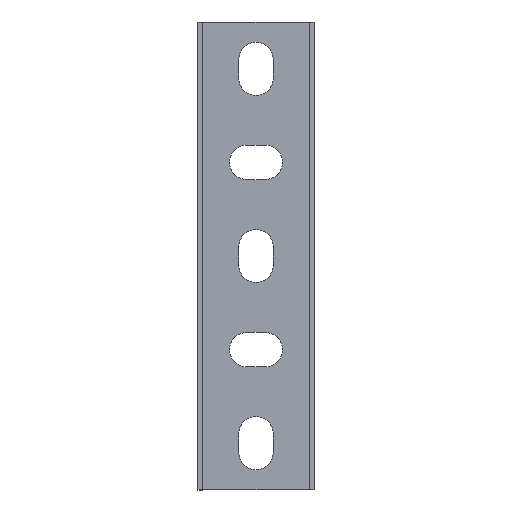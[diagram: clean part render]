
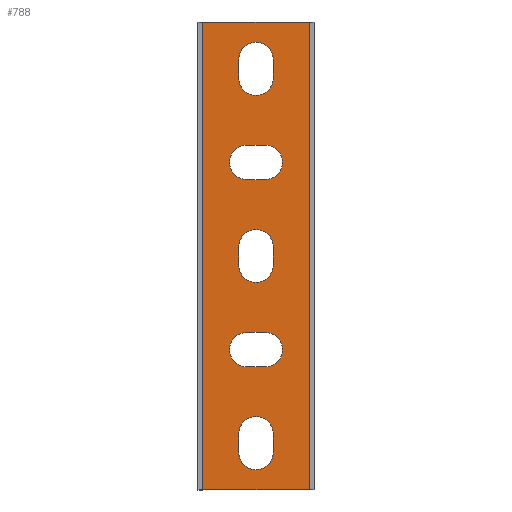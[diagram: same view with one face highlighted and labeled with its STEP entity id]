
A CAD part, front view. The second image highlights one B-rep face of the part: STEP entity #788.
In plain terms, the highlighted planar face has unit normal (0, -1, 0).
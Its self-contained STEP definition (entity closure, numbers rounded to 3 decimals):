
#29=FACE_BOUND('',#107,.T.);
#30=FACE_BOUND('',#108,.T.);
#31=FACE_BOUND('',#109,.T.);
#32=FACE_BOUND('',#110,.T.);
#33=FACE_BOUND('',#111,.T.);
#44=CIRCLE('',#860,5.5);
#45=CIRCLE('',#861,5.5);
#46=CIRCLE('',#862,5.5);
#47=CIRCLE('',#863,5.5);
#48=CIRCLE('',#864,5.5);
#49=CIRCLE('',#865,5.5);
#50=CIRCLE('',#866,5.5);
#51=CIRCLE('',#867,5.5);
#52=CIRCLE('',#868,5.5);
#53=CIRCLE('',#869,5.5);
#63=FACE_OUTER_BOUND('',#106,.T.);
#106=EDGE_LOOP('',(#570,#571,#572,#573,#574,#575,#576,#577));
#107=EDGE_LOOP('',(#578,#579,#580,#581));
#108=EDGE_LOOP('',(#582,#583,#584,#585));
#109=EDGE_LOOP('',(#586,#587,#588,#589));
#110=EDGE_LOOP('',(#590,#591,#592,#593));
#111=EDGE_LOOP('',(#594,#595,#596,#597));
#168=LINE('',#1185,#256);
#172=LINE('',#1192,#260);
#177=LINE('',#1203,#265);
#181=LINE('',#1210,#269);
#187=LINE('',#1221,#275);
#189=LINE('',#1224,#277);
#190=LINE('',#1227,#278);
#191=LINE('',#1228,#279);
#192=LINE('',#1233,#280);
#193=LINE('',#1236,#281);
#194=LINE('',#1241,#282);
#195=LINE('',#1244,#283);
#196=LINE('',#1249,#284);
#197=LINE('',#1252,#285);
#198=LINE('',#1257,#286);
#199=LINE('',#1260,#287);
#200=LINE('',#1265,#288);
#201=LINE('',#1268,#289);
#256=VECTOR('',#956,10.);
#260=VECTOR('',#962,10.);
#265=VECTOR('',#969,10.);
#269=VECTOR('',#975,10.);
#275=VECTOR('',#983,10.);
#277=VECTOR('',#987,10.);
#278=VECTOR('',#990,10.);
#279=VECTOR('',#991,10.);
#280=VECTOR('',#994,10.);
#281=VECTOR('',#997,10.);
#282=VECTOR('',#1000,10.);
#283=VECTOR('',#1003,10.);
#284=VECTOR('',#1006,10.);
#285=VECTOR('',#1009,10.);
#286=VECTOR('',#1012,10.);
#287=VECTOR('',#1015,10.);
#288=VECTOR('',#1018,10.);
#289=VECTOR('',#1021,10.);
#352=VERTEX_POINT('',#1183);
#353=VERTEX_POINT('',#1184);
#355=VERTEX_POINT('',#1191);
#359=VERTEX_POINT('',#1201);
#360=VERTEX_POINT('',#1202);
#362=VERTEX_POINT('',#1209);
#366=VERTEX_POINT('',#1220);
#367=VERTEX_POINT('',#1226);
#368=VERTEX_POINT('',#1229);
#369=VERTEX_POINT('',#1230);
#370=VERTEX_POINT('',#1232);
#371=VERTEX_POINT('',#1234);
#372=VERTEX_POINT('',#1237);
#373=VERTEX_POINT('',#1238);
#374=VERTEX_POINT('',#1240);
#375=VERTEX_POINT('',#1242);
#376=VERTEX_POINT('',#1245);
#377=VERTEX_POINT('',#1246);
#378=VERTEX_POINT('',#1248);
#379=VERTEX_POINT('',#1250);
#380=VERTEX_POINT('',#1253);
#381=VERTEX_POINT('',#1254);
#382=VERTEX_POINT('',#1256);
#383=VERTEX_POINT('',#1258);
#384=VERTEX_POINT('',#1261);
#385=VERTEX_POINT('',#1262);
#386=VERTEX_POINT('',#1264);
#387=VERTEX_POINT('',#1266);
#426=EDGE_CURVE('',#352,#353,#168,.T.);
#430=EDGE_CURVE('',#355,#353,#172,.T.);
#435=EDGE_CURVE('',#359,#360,#177,.T.);
#439=EDGE_CURVE('',#362,#360,#181,.T.);
#445=EDGE_CURVE('',#355,#366,#187,.T.);
#447=EDGE_CURVE('',#359,#366,#189,.T.);
#448=EDGE_CURVE('',#352,#367,#190,.T.);
#449=EDGE_CURVE('',#362,#367,#191,.T.);
#450=EDGE_CURVE('',#368,#369,#44,.T.);
#451=EDGE_CURVE('',#369,#370,#192,.T.);
#452=EDGE_CURVE('',#370,#371,#45,.T.);
#453=EDGE_CURVE('',#371,#368,#193,.T.);
#454=EDGE_CURVE('',#372,#373,#46,.T.);
#455=EDGE_CURVE('',#373,#374,#194,.T.);
#456=EDGE_CURVE('',#374,#375,#47,.T.);
#457=EDGE_CURVE('',#375,#372,#195,.T.);
#458=EDGE_CURVE('',#376,#377,#48,.T.);
#459=EDGE_CURVE('',#377,#378,#196,.T.);
#460=EDGE_CURVE('',#378,#379,#49,.T.);
#461=EDGE_CURVE('',#379,#376,#197,.T.);
#462=EDGE_CURVE('',#380,#381,#50,.T.);
#463=EDGE_CURVE('',#381,#382,#198,.T.);
#464=EDGE_CURVE('',#382,#383,#51,.T.);
#465=EDGE_CURVE('',#383,#380,#199,.T.);
#466=EDGE_CURVE('',#384,#385,#52,.T.);
#467=EDGE_CURVE('',#385,#386,#200,.T.);
#468=EDGE_CURVE('',#386,#387,#53,.T.);
#469=EDGE_CURVE('',#387,#384,#201,.T.);
#570=ORIENTED_EDGE('',*,*,#426,.F.);
#571=ORIENTED_EDGE('',*,*,#448,.T.);
#572=ORIENTED_EDGE('',*,*,#449,.F.);
#573=ORIENTED_EDGE('',*,*,#439,.T.);
#574=ORIENTED_EDGE('',*,*,#435,.F.);
#575=ORIENTED_EDGE('',*,*,#447,.T.);
#576=ORIENTED_EDGE('',*,*,#445,.F.);
#577=ORIENTED_EDGE('',*,*,#430,.T.);
#578=ORIENTED_EDGE('',*,*,#450,.T.);
#579=ORIENTED_EDGE('',*,*,#451,.T.);
#580=ORIENTED_EDGE('',*,*,#452,.T.);
#581=ORIENTED_EDGE('',*,*,#453,.T.);
#582=ORIENTED_EDGE('',*,*,#454,.T.);
#583=ORIENTED_EDGE('',*,*,#455,.T.);
#584=ORIENTED_EDGE('',*,*,#456,.T.);
#585=ORIENTED_EDGE('',*,*,#457,.T.);
#586=ORIENTED_EDGE('',*,*,#458,.T.);
#587=ORIENTED_EDGE('',*,*,#459,.T.);
#588=ORIENTED_EDGE('',*,*,#460,.T.);
#589=ORIENTED_EDGE('',*,*,#461,.T.);
#590=ORIENTED_EDGE('',*,*,#462,.T.);
#591=ORIENTED_EDGE('',*,*,#463,.T.);
#592=ORIENTED_EDGE('',*,*,#464,.T.);
#593=ORIENTED_EDGE('',*,*,#465,.T.);
#594=ORIENTED_EDGE('',*,*,#466,.T.);
#595=ORIENTED_EDGE('',*,*,#467,.T.);
#596=ORIENTED_EDGE('',*,*,#468,.T.);
#597=ORIENTED_EDGE('',*,*,#469,.T.);
#721=PLANE('',#859);
#788=ADVANCED_FACE('',(#63,#29,#30,#31,#32,#33),#721,.F.);
#859=AXIS2_PLACEMENT_3D('',#1225,#988,#989);
#860=AXIS2_PLACEMENT_3D('',#1231,#992,#993);
#861=AXIS2_PLACEMENT_3D('',#1235,#995,#996);
#862=AXIS2_PLACEMENT_3D('',#1239,#998,#999);
#863=AXIS2_PLACEMENT_3D('',#1243,#1001,#1002);
#864=AXIS2_PLACEMENT_3D('',#1247,#1004,#1005);
#865=AXIS2_PLACEMENT_3D('',#1251,#1007,#1008);
#866=AXIS2_PLACEMENT_3D('',#1255,#1010,#1011);
#867=AXIS2_PLACEMENT_3D('',#1259,#1013,#1014);
#868=AXIS2_PLACEMENT_3D('',#1263,#1016,#1017);
#869=AXIS2_PLACEMENT_3D('',#1267,#1019,#1020);
#956=DIRECTION('',(-1.,0.,0.));
#962=DIRECTION('',(0.,0.,-1.));
#969=DIRECTION('',(1.,0.,0.));
#975=DIRECTION('',(0.,0.,1.));
#983=DIRECTION('',(1.,0.,0.));
#987=DIRECTION('',(-1.,0.,0.));
#988=DIRECTION('center_axis',(0.,1.,0.));
#989=DIRECTION('ref_axis',(0.,0.,1.));
#990=DIRECTION('',(1.,0.,0.));
#991=DIRECTION('',(-1.,0.,0.));
#992=DIRECTION('center_axis',(0.,1.,0.));
#993=DIRECTION('ref_axis',(-1.,0.,0.));
#994=DIRECTION('',(0.,0.,1.));
#995=DIRECTION('center_axis',(0.,1.,0.));
#996=DIRECTION('ref_axis',(1.,0.,0.));
#997=DIRECTION('',(0.,0.,-1.));
#998=DIRECTION('center_axis',(0.,1.,0.));
#999=DIRECTION('ref_axis',(-1.,0.,0.));
#1000=DIRECTION('',(0.,0.,1.));
#1001=DIRECTION('center_axis',(0.,1.,0.));
#1002=DIRECTION('ref_axis',(1.,0.,0.));
#1003=DIRECTION('',(0.,0.,-1.));
#1004=DIRECTION('center_axis',(0.,1.,0.));
#1005=DIRECTION('ref_axis',(1.,0.,0.));
#1006=DIRECTION('',(0.,0.,1.));
#1007=DIRECTION('center_axis',(0.,1.,0.));
#1008=DIRECTION('ref_axis',(-1.,0.,0.));
#1009=DIRECTION('',(0.,0.,-1.));
#1010=DIRECTION('center_axis',(0.,1.,0.));
#1011=DIRECTION('ref_axis',(0.,0.,1.));
#1012=DIRECTION('',(-1.,0.,0.));
#1013=DIRECTION('center_axis',(0.,1.,0.));
#1014=DIRECTION('ref_axis',(0.,0.,-1.));
#1015=DIRECTION('',(1.,0.,0.));
#1016=DIRECTION('center_axis',(0.,1.,0.));
#1017=DIRECTION('ref_axis',(0.,0.,-1.));
#1018=DIRECTION('',(-1.,0.,0.));
#1019=DIRECTION('center_axis',(0.,1.,0.));
#1020=DIRECTION('ref_axis',(0.,0.,1.));
#1021=DIRECTION('',(1.,0.,0.));
#1183=CARTESIAN_POINT('',(-48.111,0.,-150.));
#1184=CARTESIAN_POINT('',(-50.111,0.,-150.));
#1185=CARTESIAN_POINT('',(-25.445,0.,-150.));
#1191=CARTESIAN_POINT('',(-50.111,0.,0.));
#1192=CARTESIAN_POINT('',(-50.111,0.,-75.));
#1201=CARTESIAN_POINT('',(-17.889,0.,0.));
#1202=CARTESIAN_POINT('',(-15.889,0.,0.));
#1203=CARTESIAN_POINT('',(-22.32,0.,0.));
#1209=CARTESIAN_POINT('',(-15.889,0.,-150.));
#1210=CARTESIAN_POINT('',(-15.889,0.,-75.));
#1220=CARTESIAN_POINT('',(-48.111,0.,0.));
#1221=CARTESIAN_POINT('',(-22.32,0.,0.));
#1224=CARTESIAN_POINT('',(0.,0.,0.));
#1225=CARTESIAN_POINT('Origin',(-33.,0.,-75.));
#1226=CARTESIAN_POINT('',(-17.889,0.,-150.));
#1227=CARTESIAN_POINT('',(-66.,0.,-150.));
#1228=CARTESIAN_POINT('',(-25.445,0.,-150.));
#1229=CARTESIAN_POINT('',(-27.5,0.,-138.));
#1230=CARTESIAN_POINT('',(-38.5,0.,-138.));
#1231=CARTESIAN_POINT('Origin',(-33.,0.,-138.));
#1232=CARTESIAN_POINT('',(-38.5,0.,-132.));
#1233=CARTESIAN_POINT('',(-38.5,0.,-103.5));
#1234=CARTESIAN_POINT('',(-27.5,0.,-132.));
#1235=CARTESIAN_POINT('Origin',(-33.,0.,-132.));
#1236=CARTESIAN_POINT('',(-27.5,0.,-106.5));
#1237=CARTESIAN_POINT('',(-27.5,0.,-78.));
#1238=CARTESIAN_POINT('',(-38.5,0.,-78.));
#1239=CARTESIAN_POINT('Origin',(-33.,0.,-78.));
#1240=CARTESIAN_POINT('',(-38.5,0.,-72.));
#1241=CARTESIAN_POINT('',(-38.5,0.,-73.5));
#1242=CARTESIAN_POINT('',(-27.5,0.,-72.));
#1243=CARTESIAN_POINT('Origin',(-33.,0.,-72.));
#1244=CARTESIAN_POINT('',(-27.5,0.,-76.5));
#1245=CARTESIAN_POINT('',(-27.5,0.,-18.));
#1246=CARTESIAN_POINT('',(-38.5,0.,-18.));
#1247=CARTESIAN_POINT('Origin',(-33.,0.,-18.));
#1248=CARTESIAN_POINT('',(-38.5,0.,-12.));
#1249=CARTESIAN_POINT('',(-38.5,0.,-43.5));
#1250=CARTESIAN_POINT('',(-27.5,0.,-12.));
#1251=CARTESIAN_POINT('Origin',(-33.,0.,-12.));
#1252=CARTESIAN_POINT('',(-27.5,0.,-46.5));
#1253=CARTESIAN_POINT('',(-30.,0.,-39.5));
#1254=CARTESIAN_POINT('',(-30.,0.,-50.5));
#1255=CARTESIAN_POINT('Origin',(-30.,0.,-45.));
#1256=CARTESIAN_POINT('',(-36.,0.,-50.5));
#1257=CARTESIAN_POINT('',(-34.5,0.,-50.5));
#1258=CARTESIAN_POINT('',(-36.,0.,-39.5));
#1259=CARTESIAN_POINT('Origin',(-36.,0.,-45.));
#1260=CARTESIAN_POINT('',(-31.5,0.,-39.5));
#1261=CARTESIAN_POINT('',(-30.,0.,-99.5));
#1262=CARTESIAN_POINT('',(-30.,0.,-110.5));
#1263=CARTESIAN_POINT('Origin',(-30.,0.,-105.));
#1264=CARTESIAN_POINT('',(-36.,0.,-110.5));
#1265=CARTESIAN_POINT('',(-34.5,0.,-110.5));
#1266=CARTESIAN_POINT('',(-36.,0.,-99.5));
#1267=CARTESIAN_POINT('Origin',(-36.,0.,-105.));
#1268=CARTESIAN_POINT('',(-31.5,0.,-99.5));
